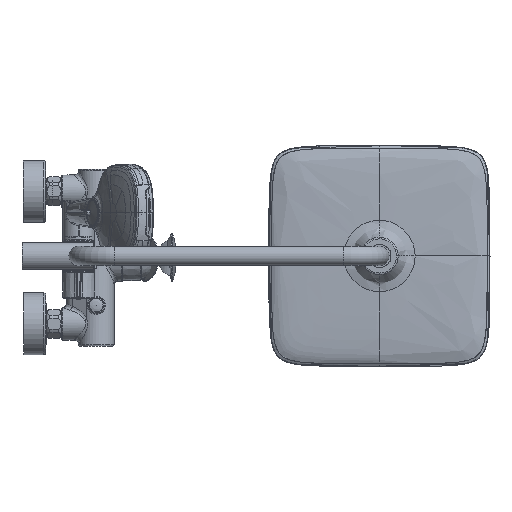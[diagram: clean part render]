
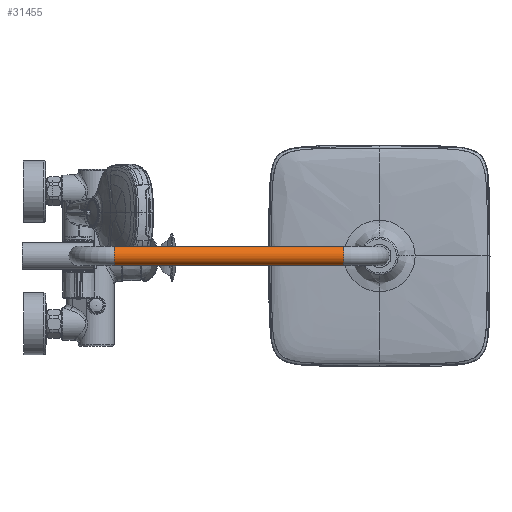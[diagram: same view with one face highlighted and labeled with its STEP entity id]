
A CAD part, top view. The second image highlights one B-rep face of the part: STEP entity #31455.
In plain terms, the highlighted cylindrical face has radius 11 mm (diameter 22 mm), a full revolution.
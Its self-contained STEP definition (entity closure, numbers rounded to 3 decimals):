
#7967=ORIENTED_EDGE('',*,*,#14790,.T.);
#7968=ORIENTED_EDGE('',*,*,#14791,.F.);
#14790=EDGE_CURVE('',#19752,#19752,#23690,.F.);
#14791=EDGE_CURVE('',#19753,#19753,#23691,.F.);
#19752=VERTEX_POINT('',#55696);
#19753=VERTEX_POINT('',#55699);
#23690=CIRCLE('',#40906,11.);
#23691=CIRCLE('',#40908,11.);
#24678=EDGE_LOOP('',(#7967));
#24679=EDGE_LOOP('',(#7968));
#27884=FACE_BOUND('',#24678,.T.);
#27885=FACE_BOUND('',#24679,.T.);
#30825=CYLINDRICAL_SURFACE('',#40907,11.);
#31455=ADVANCED_FACE('',(#27884,#27885),#30825,.T.);
#40906=AXIS2_PLACEMENT_3D('',#55695,#43649,#43650);
#40907=AXIS2_PLACEMENT_3D('',#55697,#43651,#43652);
#40908=AXIS2_PLACEMENT_3D('',#55698,#43653,#43654);
#43649=DIRECTION('',(1.,0.,0.));
#43650=DIRECTION('',(0.,0.,1.));
#43651=DIRECTION('',(1.,0.,0.));
#43652=DIRECTION('',(0.,0.,-1.));
#43653=DIRECTION('',(1.,0.,0.));
#43654=DIRECTION('',(0.,0.,1.));
#55695=CARTESIAN_POINT('',(299.5,0.,1096.));
#55696=CARTESIAN_POINT('',(299.5,0.,1107.));
#55697=CARTESIAN_POINT('',(40.5,0.,1096.));
#55698=CARTESIAN_POINT('',(40.5,0.,1096.));
#55699=CARTESIAN_POINT('',(40.5,0.,1107.));
